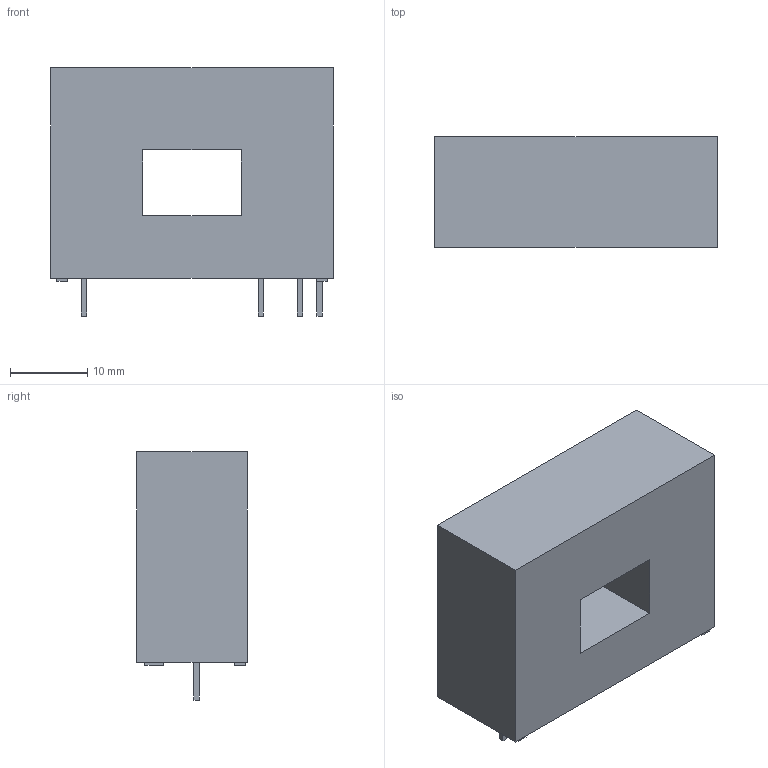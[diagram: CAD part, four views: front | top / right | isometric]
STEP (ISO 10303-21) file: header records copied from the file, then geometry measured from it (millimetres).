
FILE_DESCRIPTION(/* description */ (''),/* implementation_level */ '2;1');
FILE_NAME(/* name */ 'T60404-N4646-X160.stp',/* time_stamp */ '2017-12-20T02:59:44+01:00',/* author */ (''),/* organization */ (''),/* preprocessor_version */ 'ST-DEVELOPER v16',/* originating_system */ 'SIEMENS PLM Software NX 11.0',/* authorisation */ '');
FILE_SCHEMA (('AUTOMOTIVE_DESIGN { 1 0 10303 214 3 1 1 1 }'));
Length unit declared in the file: millimetre
Products named in the file (1): T60404-N4646-X160
Bounding box: 36.5 x 14.3 x 32.1 mm (x, y, z)
Volume: 12667.4 mm3; surface area: 4263.5 mm2
Topology: 1 solids, 1 shells, 50 faces, 168 edges, 177 vertices
Faces by surface type: plane 50
Entity records: 2255 total; most frequent: CARTESIAN_POINT 300, DIRECTION 270, ORIENTED_EDGE 240, LINE 168, VECTOR 168, EDGE_CURVE 120, PRESENTATION_STYLE_ASSIGNMENT 100, VERTEX_POINT 80
